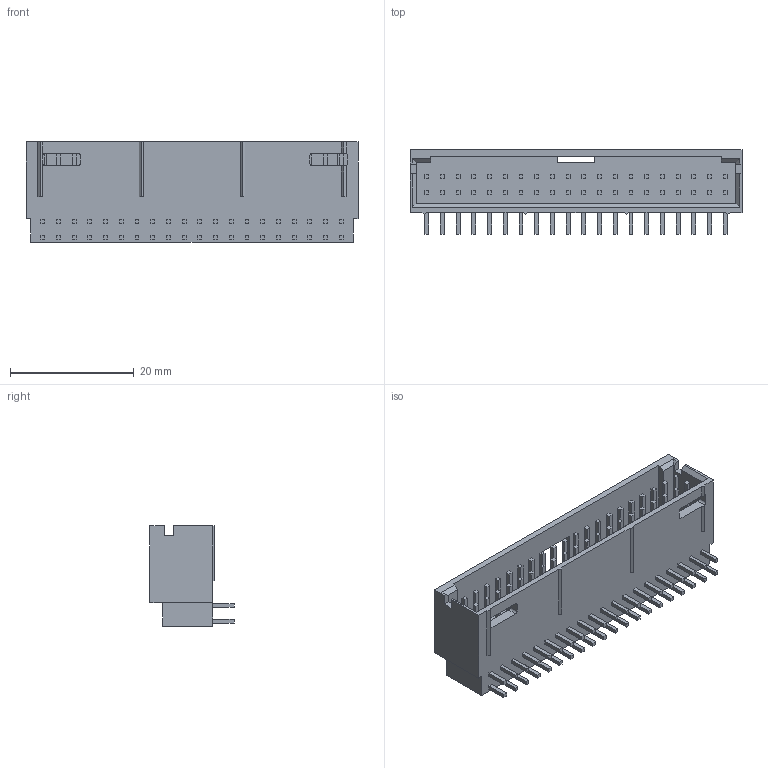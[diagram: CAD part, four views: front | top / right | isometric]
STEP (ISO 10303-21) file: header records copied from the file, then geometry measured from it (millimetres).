
FILE_DESCRIPTION((''),'2;1');
FILE_NAME('C-0103166-68-3','2007-11-20T',('workeradm'),('Tyco Electronics Corporation'),'PRO/ENGINEER BY PARAMETRIC TECHNOLOGY CORPORATION, 2005450','PRO/ENGINEER BY PARAMETRIC TECHNOLOGY CORPORATION, 2005450','');
FILE_SCHEMA(('CONFIG_CONTROL_DESIGN', 'GEOMETRIC_VALIDATION_PROPERTIES_MIM'));
Length unit declared in the file: millimetre
Products named in the file (1): C-0103166-68-3
Bounding box: 53.64 x 13.59 x 16.23 mm (x, y, z)
Volume: 4987.6 mm3; surface area: 5285.1 mm2
Topology: 1 solids, 1 shells, 467 faces, 1161 edges, 772 vertices
Faces by surface type: plane 459, cylinder 8
Entity records: 13726 total; most frequent: CARTESIAN_POINT 2407, ORIENTED_EDGE 2322, DIRECTION 2109, EDGE_CURVE 1161, VECTOR 1143, LINE 1143, VERTEX_POINT 772, EDGE_LOOP 549
